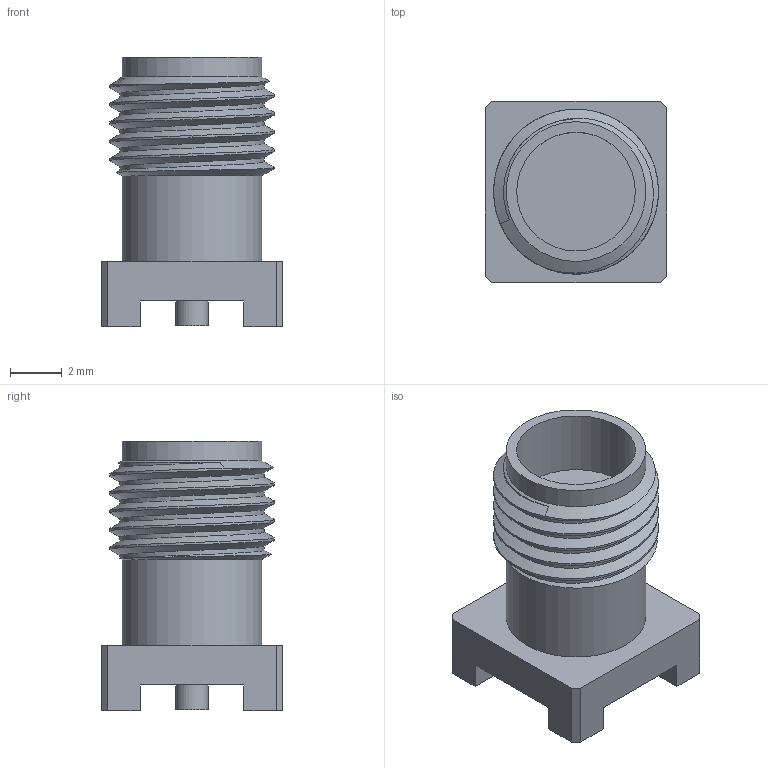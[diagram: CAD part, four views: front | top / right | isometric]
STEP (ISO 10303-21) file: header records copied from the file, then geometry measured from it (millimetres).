
FILE_DESCRIPTION(/* description */ (''),/* implementation_level */ '2;1');
FILE_NAME(/* name */ 'SMD Connetor CONSMA001-SMD-G-T.step',/* time_stamp */ '2025-09-20T18:53:57+02:00',/* author */ (''),/* organization */ (''),/* preprocessor_version */ 'ST-DEVELOPER v20.1',/* originating_system */ 'Autodesk Translation Framework v14.17.0.0',/* authorisation */ '');
FILE_SCHEMA (('AUTOMOTIVE_DESIGN { 1 0 10303 214 3 1 1 }'));
Length unit declared in the file: millimetre
Products named in the file (1): C-CONSMA001-SMD-G-T
Bounding box: 7 x 7 x 10.4 mm (x, y, z)
Volume: 240 mm3; surface area: 388.9 mm2
Topology: 1 solids, 1 shells, 39 faces, 101 edges, 67 vertices
Faces by surface type: plane 25, cylinder 9, bspline 3, cone 2
Full cylindrical faces by diameter (mm): 1.27 x1, 4.572 x1, 5.385 x2, 6.35 x3
Entity records: 5237 total; most frequent: CARTESIAN_POINT 4272, ORIENTED_EDGE 202, DIRECTION 168, EDGE_CURVE 101, LINE 72, VECTOR 72, VERTEX_POINT 67, AXIS2_PLACEMENT_3D 48
